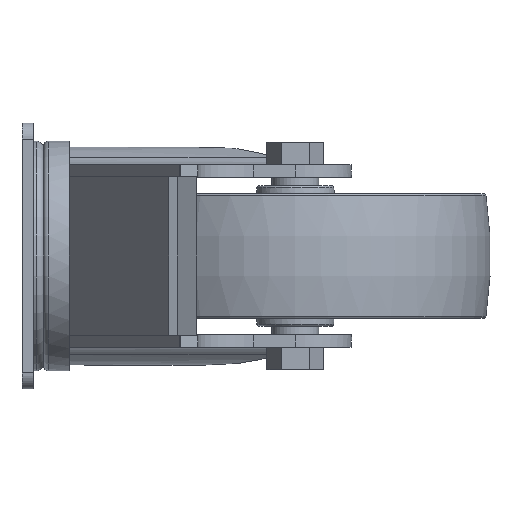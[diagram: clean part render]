
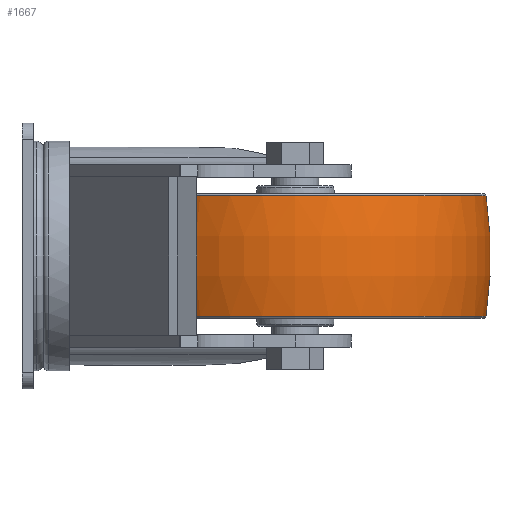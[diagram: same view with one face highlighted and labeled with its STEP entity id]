
A CAD part, left-side view. The second image highlights one B-rep face of the part: STEP entity #1667.
In plain terms, the highlighted toroidal (fillet/blend) face has major radius 62.5 mm and minor radius 125 mm.
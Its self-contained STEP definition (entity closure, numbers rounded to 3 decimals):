
#20=DEGENERATE_TOROIDAL_SURFACE('',#1849,62.5,125.,
 .F.);
#790=ORIENTED_EDGE('',*,*,#1020,.T.);
#791=ORIENTED_EDGE('',*,*,#1019,.F.);
#1019=EDGE_CURVE('',#1178,#1178,#1249,.T.);
#1020=EDGE_CURVE('',#1179,#1179,#1250,.T.);
#1178=VERTEX_POINT('',#2839);
#1179=VERTEX_POINT('',#2842);
#1249=CIRCLE('',#1848,60.997);
#1250=CIRCLE('',#1850,60.997);
#1385=EDGE_LOOP('',(#790));
#1386=EDGE_LOOP('',(#791));
#1531=FACE_BOUND('',#1385,.T.);
#1532=FACE_BOUND('',#1386,.T.);
#1667=ADVANCED_FACE('',(#1531,#1532),#20,.F.);
#1848=AXIS2_PLACEMENT_3D('',#2838,#2318,#2319);
#1849=AXIS2_PLACEMENT_3D('',#2840,#2320,#2321);
#1850=AXIS2_PLACEMENT_3D('',#2841,#2322,#2323);
#2318=DIRECTION('',(0.,0.,-1.));
#2319=DIRECTION('',(-1.,0.,0.));
#2320=DIRECTION('',(0.,0.,-1.));
#2321=DIRECTION('',(-1.,0.,0.));
#2322=DIRECTION('',(0.,0.,-1.));
#2323=DIRECTION('',(-1.,0.,0.));
#2838=CARTESIAN_POINT('',(0.,0.,-19.324));
#2839=CARTESIAN_POINT('',(-60.997,0.,-19.324));
#2840=CARTESIAN_POINT('',(0.,0.,0.));
#2841=CARTESIAN_POINT('',(0.,0.,19.324));
#2842=CARTESIAN_POINT('',(-60.997,0.,19.324));
